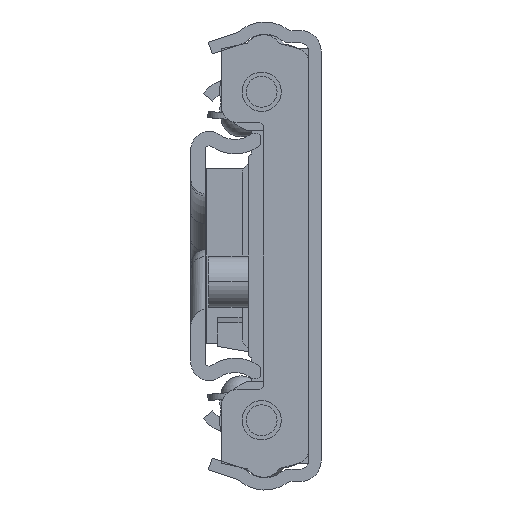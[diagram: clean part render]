
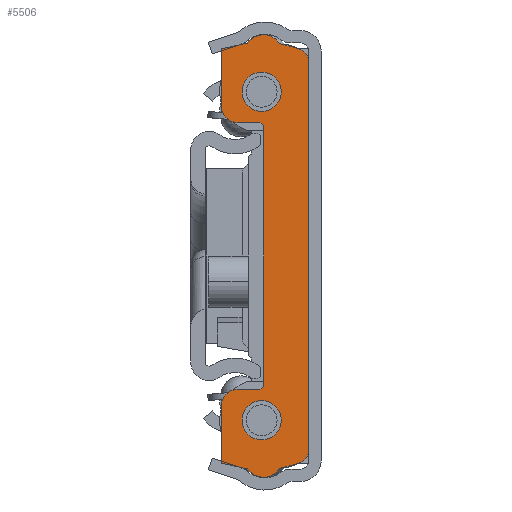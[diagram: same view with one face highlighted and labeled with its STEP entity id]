
A CAD part, front view. The second image highlights one B-rep face of the part: STEP entity #5506.
In plain terms, the highlighted face is planar.
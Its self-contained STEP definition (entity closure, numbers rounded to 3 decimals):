
#4041=CARTESIAN_POINT('',(-1.3,59.,16.));
#4042=DIRECTION('',(0.,-1.,0.));
#4043=DIRECTION('',(1.,0.,0.));
#4044=AXIS2_PLACEMENT_3D('',#4041,#4042,#4043);
#4046=CARTESIAN_POINT('',(-1.3,59.,16.));
#4047=DIRECTION('',(0.,-1.,0.));
#4048=DIRECTION('',(-1.,0.,0.));
#4049=AXIS2_PLACEMENT_3D('',#4046,#4047,#4048);
#4051=CARTESIAN_POINT('',(-1.3,59.,-16.));
#4052=DIRECTION('',(0.,-1.,0.));
#4053=DIRECTION('',(1.,0.,0.));
#4054=AXIS2_PLACEMENT_3D('',#4051,#4052,#4053);
#4056=CARTESIAN_POINT('',(-1.3,59.,-16.));
#4057=DIRECTION('',(0.,-1.,0.));
#4058=DIRECTION('',(-1.,0.,0.));
#4059=AXIS2_PLACEMENT_3D('',#4056,#4057,#4058);
#4061=CARTESIAN_POINT('',(-1.,59.,12.5));
#4062=DIRECTION('',(0.,-1.,0.));
#4063=DIRECTION('',(0.,0.,1.));
#4064=AXIS2_PLACEMENT_3D('',#4061,#4062,#4063);
#4066=DIRECTION('',(-1.,0.,0.));
#4067=VECTOR('',#4066,2.1);
#4068=CARTESIAN_POINT('',(1.1,59.,13.));
#4069=LINE('',#4068,#4067);
#4070=CARTESIAN_POINT('',(1.1,59.,14.5));
#4071=DIRECTION('',(0.,1.,0.));
#4072=DIRECTION('',(1.,0.,0.));
#4073=AXIS2_PLACEMENT_3D('',#4070,#4071,#4072);
#4075=DIRECTION('',(0.,0.,-1.));
#4076=VECTOR('',#4075,5.687);
#4077=CARTESIAN_POINT('',(2.6,59.,20.187));
#4078=LINE('',#4077,#4076);
#4079=DIRECTION('',(0.978,0.,-0.211));
#4080=VECTOR('',#4079,2.628);
#4081=CARTESIAN_POINT('',(0.03,59.,20.74));
#4082=LINE('',#4081,#4080);
#4083=CARTESIAN_POINT('',(-1.5,59.,19.699));
#4084=DIRECTION('',(0.,1.,0.));
#4085=DIRECTION('',(-0.841,0.,0.541));
#4086=AXIS2_PLACEMENT_3D('',#4083,#4084,#4085);
#4088=DIRECTION('',(0.966,0.,0.259));
#4089=VECTOR('',#4088,1.792);
#4090=CARTESIAN_POINT('',(-4.788,59.,20.236));
#4091=LINE('',#4090,#4089);
#4092=CARTESIAN_POINT('',(-4.4,59.,18.787));
#4093=DIRECTION('',(0.,1.,0.));
#4094=DIRECTION('',(-1.,0.,0.));
#4095=AXIS2_PLACEMENT_3D('',#4092,#4093,#4094);
#4097=DIRECTION('',(0.,0.,1.));
#4098=VECTOR('',#4097,37.575);
#4099=CARTESIAN_POINT('',(-5.9,59.,-18.787));
#4100=LINE('',#4099,#4098);
#4101=CARTESIAN_POINT('',(-4.4,59.,-18.787));
#4102=DIRECTION('',(0.,1.,0.));
#4103=DIRECTION('',(-0.259,0.,-0.966));
#4104=AXIS2_PLACEMENT_3D('',#4101,#4102,#4103);
#4106=DIRECTION('',(-0.966,0.,0.259));
#4107=VECTOR('',#4106,1.792);
#4108=CARTESIAN_POINT('',(-3.057,59.,-20.7));
#4109=LINE('',#4108,#4107);
#4110=CARTESIAN_POINT('',(-1.5,59.,-19.699));
#4111=DIRECTION('',(0.,1.,0.));
#4112=DIRECTION('',(0.827,0.,-0.563));
#4113=AXIS2_PLACEMENT_3D('',#4110,#4111,#4112);
#4115=DIRECTION('',(-0.978,0.,-0.211));
#4116=VECTOR('',#4115,2.628);
#4117=CARTESIAN_POINT('',(2.6,59.,-20.187));
#4118=LINE('',#4117,#4116);
#4119=DIRECTION('',(0.,0.,-1.));
#4120=VECTOR('',#4119,5.687);
#4121=CARTESIAN_POINT('',(2.6,59.,-14.5));
#4122=LINE('',#4121,#4120);
#4123=CARTESIAN_POINT('',(1.1,59.,-14.5));
#4124=DIRECTION('',(0.,1.,0.));
#4125=DIRECTION('',(0.,0.,1.));
#4126=AXIS2_PLACEMENT_3D('',#4123,#4124,#4125);
#4128=DIRECTION('',(1.,0.,0.));
#4129=VECTOR('',#4128,2.1);
#4130=CARTESIAN_POINT('',(-1.,59.,-13.));
#4131=LINE('',#4130,#4129);
#4132=CARTESIAN_POINT('',(-1.,59.,-12.5));
#4133=DIRECTION('',(0.,-1.,0.));
#4134=DIRECTION('',(-1.,0.,0.));
#4135=AXIS2_PLACEMENT_3D('',#4132,#4133,#4134);
#4197=DIRECTION('',(0.,0.,-1.));
#4198=VECTOR('',#4197,25.);
#4199=CARTESIAN_POINT('',(-1.5,59.,12.5));
#4200=LINE('',#4199,#4198);
#5001=CARTESIAN_POINT('',(0.2,59.,16.));
#5002=CARTESIAN_POINT('',(-2.8,59.,16.));
#5003=VERTEX_POINT('',#5001);
#5004=VERTEX_POINT('',#5002);
#5005=CARTESIAN_POINT('',(0.2,59.,-16.));
#5006=CARTESIAN_POINT('',(-2.8,59.,-16.));
#5007=VERTEX_POINT('',#5005);
#5008=VERTEX_POINT('',#5006);
#5009=CARTESIAN_POINT('',(-5.9,59.,-18.787));
#5010=CARTESIAN_POINT('',(-5.9,59.,18.787));
#5011=VERTEX_POINT('',#5009);
#5012=VERTEX_POINT('',#5010);
#5013=CARTESIAN_POINT('',(-4.788,59.,20.236));
#5014=VERTEX_POINT('',#5013);
#5015=CARTESIAN_POINT('',(-3.057,59.,20.7));
#5016=VERTEX_POINT('',#5015);
#5017=CARTESIAN_POINT('',(0.03,59.,20.74));
#5018=VERTEX_POINT('',#5017);
#5019=CARTESIAN_POINT('',(2.6,59.,20.187));
#5020=VERTEX_POINT('',#5019);
#5021=CARTESIAN_POINT('',(2.6,59.,14.5));
#5022=VERTEX_POINT('',#5021);
#5023=CARTESIAN_POINT('',(1.1,59.,13.));
#5024=VERTEX_POINT('',#5023);
#5025=CARTESIAN_POINT('',(-1.,59.,13.));
#5026=VERTEX_POINT('',#5025);
#5027=CARTESIAN_POINT('',(-1.5,59.,12.5));
#5028=VERTEX_POINT('',#5027);
#5029=CARTESIAN_POINT('',(-1.5,59.,-12.5));
#5030=CARTESIAN_POINT('',(-1.,59.,-13.));
#5031=VERTEX_POINT('',#5029);
#5032=VERTEX_POINT('',#5030);
#5033=CARTESIAN_POINT('',(1.1,59.,-13.));
#5034=VERTEX_POINT('',#5033);
#5035=CARTESIAN_POINT('',(2.6,59.,-14.5));
#5036=VERTEX_POINT('',#5035);
#5037=CARTESIAN_POINT('',(2.6,59.,-20.187));
#5038=VERTEX_POINT('',#5037);
#5039=CARTESIAN_POINT('',(0.03,59.,-20.74));
#5040=VERTEX_POINT('',#5039);
#5041=CARTESIAN_POINT('',(-3.057,59.,-20.7));
#5042=VERTEX_POINT('',#5041);
#5043=CARTESIAN_POINT('',(-4.788,59.,-20.236));
#5044=VERTEX_POINT('',#5043);
#5453=CARTESIAN_POINT('',(0.,59.,0.));
#5454=DIRECTION('',(0.,1.,0.));
#5455=DIRECTION('',(1.,0.,0.));
#5456=AXIS2_PLACEMENT_3D('',#5453,#5454,#5455);
#5457=PLANE('',#5456);
#5459=ORIENTED_EDGE('',*,*,#5458,.F.);
#5461=ORIENTED_EDGE('',*,*,#5460,.F.);
#5463=ORIENTED_EDGE('',*,*,#5462,.F.);
#5465=ORIENTED_EDGE('',*,*,#5464,.F.);
#5467=ORIENTED_EDGE('',*,*,#5466,.F.);
#5469=ORIENTED_EDGE('',*,*,#5468,.F.);
#5471=ORIENTED_EDGE('',*,*,#5470,.F.);
#5473=ORIENTED_EDGE('',*,*,#5472,.F.);
#5475=ORIENTED_EDGE('',*,*,#5474,.F.);
#5477=ORIENTED_EDGE('',*,*,#5476,.F.);
#5479=ORIENTED_EDGE('',*,*,#5478,.F.);
#5481=ORIENTED_EDGE('',*,*,#5480,.F.);
#5483=ORIENTED_EDGE('',*,*,#5482,.F.);
#5485=ORIENTED_EDGE('',*,*,#5484,.F.);
#5487=ORIENTED_EDGE('',*,*,#5486,.F.);
#5489=ORIENTED_EDGE('',*,*,#5488,.F.);
#5491=ORIENTED_EDGE('',*,*,#5490,.F.);
#5493=ORIENTED_EDGE('',*,*,#5492,.F.);
#5494=EDGE_LOOP('',(#5459,#5461,#5463,#5465,#5467,#5469,#5471,#5473,#5475,#5477,
#5479,#5481,#5483,#5485,#5487,#5489,#5491,#5493));
#5495=FACE_OUTER_BOUND('',#5494,.F.);
#5497=ORIENTED_EDGE('',*,*,#5496,.F.);
#5499=ORIENTED_EDGE('',*,*,#5498,.F.);
#5500=EDGE_LOOP('',(#5497,#5499));
#5501=FACE_BOUND('',#5500,.F.);
#5502=ORIENTED_EDGE('',*,*,#5374,.F.);
#5503=ORIENTED_EDGE('',*,*,#5434,.F.);
#5504=EDGE_LOOP('',(#5502,#5503));
#5505=FACE_BOUND('',#5504,.F.);
#5506=ADVANCED_FACE('',(#5495,#5501,#5505),#5457,.T.);
#4045=CIRCLE('',#4044,1.5);
#4050=CIRCLE('',#4049,1.5);
#4055=CIRCLE('',#4054,1.5);
#4060=CIRCLE('',#4059,1.5);
#4065=CIRCLE('',#4064,0.5);
#4074=CIRCLE('',#4073,1.5);
#4087=CIRCLE('',#4086,1.851);
#4096=CIRCLE('',#4095,1.5);
#4105=CIRCLE('',#4104,1.5);
#4114=CIRCLE('',#4113,1.851);
#4127=CIRCLE('',#4126,1.5);
#4136=CIRCLE('',#4135,0.5);
#5374=EDGE_CURVE('',#5003,#5004,#4045,.T.);
#5434=EDGE_CURVE('',#5004,#5003,#4050,.T.);
#5458=EDGE_CURVE('',#5028,#5031,#4200,.T.);
#5460=EDGE_CURVE('',#5026,#5028,#4065,.T.);
#5462=EDGE_CURVE('',#5024,#5026,#4069,.T.);
#5464=EDGE_CURVE('',#5022,#5024,#4074,.T.);
#5466=EDGE_CURVE('',#5020,#5022,#4078,.T.);
#5468=EDGE_CURVE('',#5018,#5020,#4082,.T.);
#5470=EDGE_CURVE('',#5016,#5018,#4087,.T.);
#5472=EDGE_CURVE('',#5014,#5016,#4091,.T.);
#5474=EDGE_CURVE('',#5012,#5014,#4096,.T.);
#5476=EDGE_CURVE('',#5011,#5012,#4100,.T.);
#5478=EDGE_CURVE('',#5044,#5011,#4105,.T.);
#5480=EDGE_CURVE('',#5042,#5044,#4109,.T.);
#5482=EDGE_CURVE('',#5040,#5042,#4114,.T.);
#5484=EDGE_CURVE('',#5038,#5040,#4118,.T.);
#5486=EDGE_CURVE('',#5036,#5038,#4122,.T.);
#5488=EDGE_CURVE('',#5034,#5036,#4127,.T.);
#5490=EDGE_CURVE('',#5032,#5034,#4131,.T.);
#5492=EDGE_CURVE('',#5031,#5032,#4136,.T.);
#5496=EDGE_CURVE('',#5007,#5008,#4055,.T.);
#5498=EDGE_CURVE('',#5008,#5007,#4060,.T.);
